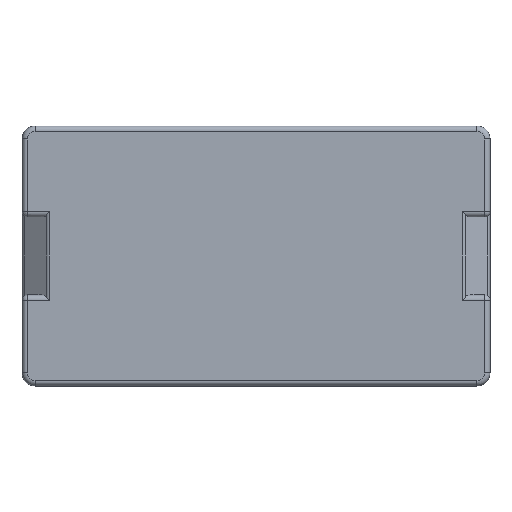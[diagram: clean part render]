
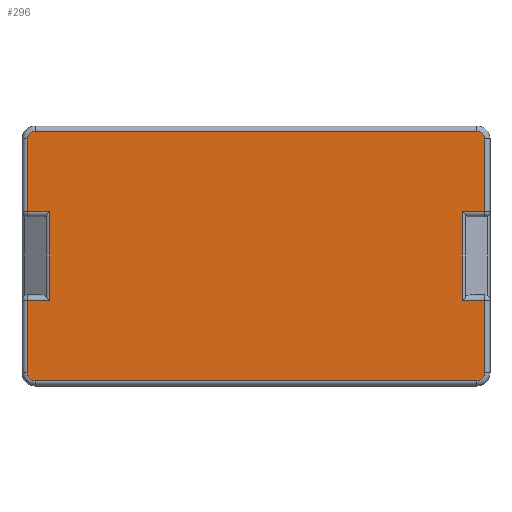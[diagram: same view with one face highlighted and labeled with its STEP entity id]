
A CAD part, front view. The second image highlights one B-rep face of the part: STEP entity #296.
In plain terms, the highlighted planar face has unit normal (0, -1, 0).
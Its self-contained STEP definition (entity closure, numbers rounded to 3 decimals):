
#6 = LINE ( 'NONE', #1836, #180 ) ;
#65 = VECTOR ( 'NONE', #126, 1000. ) ;
#68 = DIRECTION ( 'NONE',  ( 0., 0., -1. ) ) ;
#81 = DIRECTION ( 'NONE',  ( 0., -1., 0. ) ) ;
#90 = CARTESIAN_POINT ( 'NONE',  ( 8.5, 0., -4.5 ) ) ;
#93 = CARTESIAN_POINT ( 'NONE',  ( -8.5, 0., 4.8 ) ) ;
#111 = CARTESIAN_POINT ( 'NONE',  ( 8.8, 0., -1.7 ) ) ;
#125 = VERTEX_POINT ( 'NONE', #382 ) ;
#126 = DIRECTION ( 'NONE',  ( 1., 0., 0. ) ) ;
#134 = EDGE_CURVE ( 'NONE', #782, #1629, #907, .T. ) ;
#141 = EDGE_CURVE ( 'NONE', #1644, #1861, #450, .T. ) ;
#153 = ORIENTED_EDGE ( 'NONE', *, *, #134, .T. ) ;
#177 = ORIENTED_EDGE ( 'NONE', *, *, #1846, .T. ) ;
#180 = VECTOR ( 'NONE', #556, 1000. ) ;
#185 = CARTESIAN_POINT ( 'NONE',  ( 8.8, 0., 4.5 ) ) ;
#216 = DIRECTION ( 'NONE',  ( 0., -1., 0. ) ) ;
#254 = VECTOR ( 'NONE', #1856, 1000. ) ;
#268 = CARTESIAN_POINT ( 'NONE',  ( 7.929, 0., 1.7 ) ) ;
#272 = EDGE_CURVE ( 'NONE', #1784, #324, #1128, .T. ) ;
#288 = CARTESIAN_POINT ( 'NONE',  ( -8.5, 0., 4.5 ) ) ;
#290 = AXIS2_PLACEMENT_3D ( 'NONE', #1091, #216, #1790 ) ;
#296 = ADVANCED_FACE ( 'NONE', ( #696 ), #401, .F. ) ;
#300 = LINE ( 'NONE', #991, #254 ) ;
#306 = DIRECTION ( 'NONE',  ( 0., 0., 1. ) ) ;
#308 = EDGE_CURVE ( 'NONE', #1500, #1680, #1496, .T. ) ;
#313 = CARTESIAN_POINT ( 'NONE',  ( -7.929, 0., 1.7 ) ) ;
#321 = DIRECTION ( 'NONE',  ( 0., -1., 0. ) ) ;
#323 = VECTOR ( 'NONE', #68, 1000. ) ;
#324 = VERTEX_POINT ( 'NONE', #268 ) ;
#331 = EDGE_CURVE ( 'NONE', #1571, #727, #396, .T. ) ;
#338 = VERTEX_POINT ( 'NONE', #111 ) ;
#352 = EDGE_CURVE ( 'NONE', #727, #1025, #416, .T. ) ;
#382 = CARTESIAN_POINT ( 'NONE',  ( -8.8, 0., -4.5 ) ) ;
#383 = CARTESIAN_POINT ( 'NONE',  ( 8.8, 0., 1.7 ) ) ;
#396 = LINE ( 'NONE', #1011, #783 ) ;
#401 = PLANE ( 'NONE',  #1317 ) ;
#416 = CIRCLE ( 'NONE', #1850, 0.3 ) ;
#433 = CARTESIAN_POINT ( 'NONE',  ( -8.5, 0., -4.8 ) ) ;
#444 = CIRCLE ( 'NONE', #1697, 0.3 ) ;
#449 = CARTESIAN_POINT ( 'NONE',  ( 8.5, 0., -4.8 ) ) ;
#450 = CIRCLE ( 'NONE', #693, 0.3 ) ;
#462 = CARTESIAN_POINT ( 'NONE',  ( -8.8, 0., 4.5 ) ) ;
#487 = EDGE_CURVE ( 'NONE', #1025, #1500, #1580, .T. ) ;
#518 = CARTESIAN_POINT ( 'NONE',  ( -7.929, 0., -1.5 ) ) ;
#524 = DIRECTION ( 'NONE',  ( 0., 0., -1. ) ) ;
#525 = ORIENTED_EDGE ( 'NONE', *, *, #331, .T. ) ;
#530 = EDGE_CURVE ( 'NONE', #125, #895, #444, .T. ) ;
#554 = CARTESIAN_POINT ( 'NONE',  ( 0., 0., -4.8 ) ) ;
#556 = DIRECTION ( 'NONE',  ( 0., 0., 1. ) ) ;
#560 = CARTESIAN_POINT ( 'NONE',  ( 0., 0., 0. ) ) ;
#577 = CARTESIAN_POINT ( 'NONE',  ( 7.929, 0., 1.5 ) ) ;
#603 = ORIENTED_EDGE ( 'NONE', *, *, #352, .T. ) ;
#637 = ORIENTED_EDGE ( 'NONE', *, *, #141, .T. ) ;
#651 = ORIENTED_EDGE ( 'NONE', *, *, #1380, .T. ) ;
#656 = ORIENTED_EDGE ( 'NONE', *, *, #1224, .T. ) ;
#693 = AXIS2_PLACEMENT_3D ( 'NONE', #90, #81, #1521 ) ;
#696 = FACE_OUTER_BOUND ( 'NONE', #1345, .T. ) ;
#719 = CARTESIAN_POINT ( 'NONE',  ( -7.929, 0., -1.7 ) ) ;
#727 = VERTEX_POINT ( 'NONE', #93 ) ;
#774 = EDGE_CURVE ( 'NONE', #1184, #831, #6, .T. ) ;
#782 = VERTEX_POINT ( 'NONE', #719 ) ;
#783 = VECTOR ( 'NONE', #1684, 1000. ) ;
#791 = CARTESIAN_POINT ( 'NONE',  ( 0., 0., 1.7 ) ) ;
#815 = CARTESIAN_POINT ( 'NONE',  ( 7.996, 0., -1.7 ) ) ;
#828 = ORIENTED_EDGE ( 'NONE', *, *, #844, .T. ) ;
#831 = VERTEX_POINT ( 'NONE', #185 ) ;
#844 = EDGE_CURVE ( 'NONE', #831, #1571, #1578, .T. ) ;
#862 = CARTESIAN_POINT ( 'NONE',  ( -8.8, 0., 1.7 ) ) ;
#895 = VERTEX_POINT ( 'NONE', #433 ) ;
#898 = LINE ( 'NONE', #1073, #323 ) ;
#903 = EDGE_CURVE ( 'NONE', #895, #1644, #965, .T. ) ;
#907 = LINE ( 'NONE', #1808, #1854 ) ;
#912 = LINE ( 'NONE', #518, #1251 ) ;
#921 = DIRECTION ( 'NONE',  ( 0., 0., 1. ) ) ;
#928 = ORIENTED_EDGE ( 'NONE', *, *, #272, .T. ) ;
#930 = EDGE_CURVE ( 'NONE', #1861, #338, #300, .T. ) ;
#937 = ORIENTED_EDGE ( 'NONE', *, *, #530, .T. ) ;
#938 = VECTOR ( 'NONE', #1378, 1000. ) ;
#960 = ORIENTED_EDGE ( 'NONE', *, *, #487, .T. ) ;
#965 = LINE ( 'NONE', #554, #65 ) ;
#991 = CARTESIAN_POINT ( 'NONE',  ( 8.8, 0., 0. ) ) ;
#1011 = CARTESIAN_POINT ( 'NONE',  ( 0., 0., 4.8 ) ) ;
#1017 = CARTESIAN_POINT ( 'NONE',  ( 8.5, 0., 4.8 ) ) ;
#1025 = VERTEX_POINT ( 'NONE', #462 ) ;
#1042 = VECTOR ( 'NONE', #1438, 1000. ) ;
#1054 = ORIENTED_EDGE ( 'NONE', *, *, #1289, .T. ) ;
#1072 = DIRECTION ( 'NONE',  ( 0., 0., -1. ) ) ;
#1073 = CARTESIAN_POINT ( 'NONE',  ( -8.8, 0., 0. ) ) ;
#1078 = VECTOR ( 'NONE', #1156, 1000. ) ;
#1091 = CARTESIAN_POINT ( 'NONE',  ( 8.5, 0., 4.5 ) ) ;
#1124 = CARTESIAN_POINT ( 'NONE',  ( 8.8, 0., -4.5 ) ) ;
#1128 = LINE ( 'NONE', #577, #1078 ) ;
#1156 = DIRECTION ( 'NONE',  ( 0., 0., 1. ) ) ;
#1174 = DIRECTION ( 'NONE',  ( 0., -1., 0. ) ) ;
#1184 = VERTEX_POINT ( 'NONE', #383 ) ;
#1210 = CARTESIAN_POINT ( 'NONE',  ( -8.8, 0., 0. ) ) ;
#1224 = EDGE_CURVE ( 'NONE', #1629, #125, #898, .T. ) ;
#1251 = VECTOR ( 'NONE', #524, 1000. ) ;
#1287 = CARTESIAN_POINT ( 'NONE',  ( 0., 0., 1.7 ) ) ;
#1289 = EDGE_CURVE ( 'NONE', #324, #1184, #1749, .T. ) ;
#1298 = ORIENTED_EDGE ( 'NONE', *, *, #774, .T. ) ;
#1317 = AXIS2_PLACEMENT_3D ( 'NONE', #560, #1696, #1692 ) ;
#1344 = CARTESIAN_POINT ( 'NONE',  ( -8.5, 0., -4.5 ) ) ;
#1345 = EDGE_LOOP ( 'NONE', ( #525, #603, #960, #1435, #177, #153, #656, #937, #1614, #637, #1656, #651, #928, #1054, #1298, #828 ) ) ;
#1378 = DIRECTION ( 'NONE',  ( 1., 0., 0. ) ) ;
#1380 = EDGE_CURVE ( 'NONE', #338, #1784, #1453, .T. ) ;
#1394 = DIRECTION ( 'NONE',  ( -1., 0., 0. ) ) ;
#1435 = ORIENTED_EDGE ( 'NONE', *, *, #308, .T. ) ;
#1438 = DIRECTION ( 'NONE',  ( 1., 0., 0. ) ) ;
#1453 = LINE ( 'NONE', #815, #1630 ) ;
#1496 = LINE ( 'NONE', #1287, #1042 ) ;
#1500 = VERTEX_POINT ( 'NONE', #862 ) ;
#1521 = DIRECTION ( 'NONE',  ( 0., 0., 1. ) ) ;
#1532 = CARTESIAN_POINT ( 'NONE',  ( 7.929, 0., -1.7 ) ) ;
#1571 = VERTEX_POINT ( 'NONE', #1017 ) ;
#1578 = CIRCLE ( 'NONE', #290, 0.3 ) ;
#1580 = LINE ( 'NONE', #1210, #1771 ) ;
#1583 = CARTESIAN_POINT ( 'NONE',  ( -8.8, 0., -1.7 ) ) ;
#1614 = ORIENTED_EDGE ( 'NONE', *, *, #903, .T. ) ;
#1629 = VERTEX_POINT ( 'NONE', #1583 ) ;
#1630 = VECTOR ( 'NONE', #1394, 1000. ) ;
#1644 = VERTEX_POINT ( 'NONE', #449 ) ;
#1656 = ORIENTED_EDGE ( 'NONE', *, *, #930, .T. ) ;
#1680 = VERTEX_POINT ( 'NONE', #313 ) ;
#1684 = DIRECTION ( 'NONE',  ( -1., 0., 0. ) ) ;
#1692 = DIRECTION ( 'NONE',  ( 0., 0., 1. ) ) ;
#1696 = DIRECTION ( 'NONE',  ( 0., 1., 0. ) ) ;
#1697 = AXIS2_PLACEMENT_3D ( 'NONE', #1344, #321, #921 ) ;
#1749 = LINE ( 'NONE', #791, #938 ) ;
#1771 = VECTOR ( 'NONE', #1072, 1000. ) ;
#1784 = VERTEX_POINT ( 'NONE', #1532 ) ;
#1790 = DIRECTION ( 'NONE',  ( 0., 0., 1. ) ) ;
#1808 = CARTESIAN_POINT ( 'NONE',  ( -9., 0., -1.7 ) ) ;
#1816 = DIRECTION ( 'NONE',  ( -1., 0., 0. ) ) ;
#1836 = CARTESIAN_POINT ( 'NONE',  ( 8.8, 0., 0. ) ) ;
#1846 = EDGE_CURVE ( 'NONE', #1680, #782, #912, .T. ) ;
#1850 = AXIS2_PLACEMENT_3D ( 'NONE', #288, #1174, #306 ) ;
#1854 = VECTOR ( 'NONE', #1816, 1000. ) ;
#1856 = DIRECTION ( 'NONE',  ( 0., 0., 1. ) ) ;
#1861 = VERTEX_POINT ( 'NONE', #1124 ) ;
